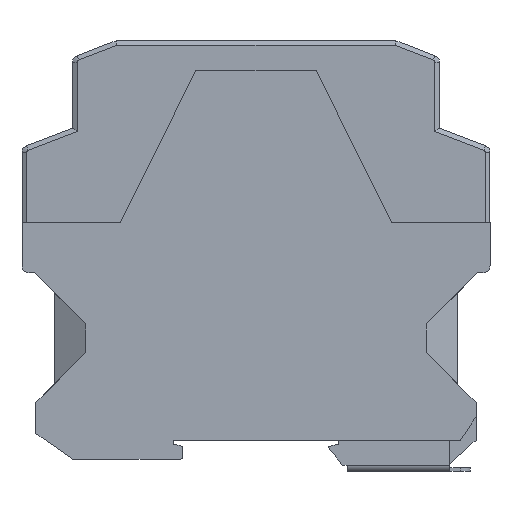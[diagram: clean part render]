
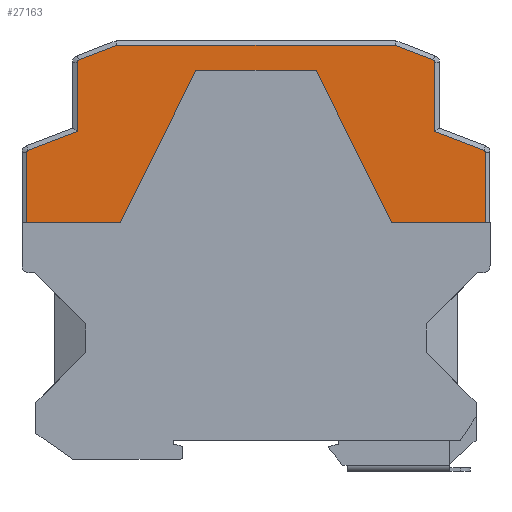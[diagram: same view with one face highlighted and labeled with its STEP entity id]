
A CAD part, left-side view. The second image highlights one B-rep face of the part: STEP entity #27163.
In plain terms, the highlighted face is planar.
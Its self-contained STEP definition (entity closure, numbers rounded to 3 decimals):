
#22023=CARTESIAN_POINT('',(-48.,91.368,3.8));
#22024=DIRECTION('',(0.,0.,-1.));
#22025=DIRECTION('',(-1.,0.,0.));
#22026=AXIS2_PLACEMENT_3D('',#22023,#22024,#22025);
#22031=DIRECTION('',(0.,1.,0.));
#22032=VECTOR('',#22031,14.868);
#22033=CARTESIAN_POINT('',(-48.5,76.5,3.8));
#22034=LINE('',#22033,#22032);
#22038=DIRECTION('',(-1.,0.,0.));
#22039=VECTOR('',#22038,19.75);
#22040=CARTESIAN_POINT('',(-28.75,76.5,
3.8));
#22041=LINE('',#22040,#22039);
#22045=DIRECTION('',(-0.446,-0.895,0.));
#22046=VECTOR('',#22045,35.978);
#22047=CARTESIAN_POINT('',(-12.7,108.7,
3.8));
#22048=LINE('',#22047,#22046);
#22052=DIRECTION('',(-1.,0.,0.));
#22053=VECTOR('',#22052,25.4);
#22054=CARTESIAN_POINT('',(12.7,108.7,3.8));
#22055=LINE('',#22054,#22053);
#22059=DIRECTION('',(-0.446,0.895,0.));
#22060=VECTOR('',#22059,35.978);
#22061=CARTESIAN_POINT('',(28.75,76.5,3.8));
#22062=LINE('',#22061,#22060);
#22066=DIRECTION('',(-1.,0.,0.));
#22067=VECTOR('',#22066,19.75);
#22068=CARTESIAN_POINT('',(48.5,76.5,3.8));
#22069=LINE('',#22068,#22067);
#22073=CARTESIAN_POINT('',(48.,91.368,3.8));
#22074=DIRECTION('',(0.,0.,-1.));
#22075=DIRECTION('',(0.358,0.934,0.));
#22076=AXIS2_PLACEMENT_3D('',#22073,#22074,#22075);
#22081=DIRECTION('',(0.934,-0.358,0.));
#22082=VECTOR('',#22081,11.115);
#22083=CARTESIAN_POINT('',(37.8,95.812,3.8));
#22084=LINE('',#22083,#22082);
#22088=DIRECTION('',(0.,-1.,0.));
#22089=VECTOR('',#22088,14.625);
#22090=CARTESIAN_POINT('',(37.8,110.438,3.8));
#22091=LINE('',#22090,#22089);
#22095=CARTESIAN_POINT('',(37.3,110.438,3.8));
#22096=DIRECTION('',(0.,0.,-1.));
#22097=DIRECTION('',(0.358,0.934,0.));
#22098=AXIS2_PLACEMENT_3D('',#22095,#22096,#22097);
#22103=DIRECTION('',(1.,0.,0.));
#22104=VECTOR('',#22103,58.829);
#22105=CARTESIAN_POINT('',(-29.415,114.,3.8));
#22106=LINE('',#22105,#22104);
#22110=DIRECTION('',(0.934,0.358,0.));
#22111=VECTOR('',#22110,8.638);
#22112=CARTESIAN_POINT('',(-37.479,110.904,3.8));
#22113=LINE('',#22112,#22111);
#22117=CARTESIAN_POINT('',(-37.3,110.438,3.8));
#22118=DIRECTION('',(0.,0.,-1.));
#22119=DIRECTION('',(-1.,0.,0.));
#22120=AXIS2_PLACEMENT_3D('',#22117,#22118,#22119);
#22125=DIRECTION('',(0.,1.,0.));
#22126=VECTOR('',#22125,14.625);
#22127=CARTESIAN_POINT('',(-37.8,95.812,3.8));
#22128=LINE('',#22127,#22126);
#22132=DIRECTION('',(0.934,0.358,0.));
#22133=VECTOR('',#22132,11.115);
#22134=CARTESIAN_POINT('',(-48.179,91.835,3.8));
#22135=LINE('',#22134,#22133);
#22267=DIRECTION('',(-0.934,0.358,0.));
#22268=VECTOR('',#22267,8.638);
#22269=CARTESIAN_POINT('',(37.479,110.904,3.8));
#22270=LINE('',#22269,#22268);
#22367=DIRECTION('',(0.,1.,0.));
#22368=VECTOR('',#22367,14.868);
#22369=CARTESIAN_POINT('',(48.5,76.5,3.8));
#22370=LINE('',#22369,#22368);
#25382=CARTESIAN_POINT('',(48.179,91.835,3.8));
#25383=CARTESIAN_POINT('',(48.5,91.368,3.8));
#25384=VERTEX_POINT('',#25382);
#25385=VERTEX_POINT('',#25383);
#25406=CARTESIAN_POINT('',(-37.8,110.438,3.8));
#25407=CARTESIAN_POINT('',(-37.479,110.904,3.8));
#25408=VERTEX_POINT('',#25406);
#25409=VERTEX_POINT('',#25407);
#25430=CARTESIAN_POINT('',(-48.5,76.5,3.8));
#25431=VERTEX_POINT('',#25430);
#25432=CARTESIAN_POINT('',(-28.75,76.5,
3.8));
#25433=VERTEX_POINT('',#25432);
#25512=CARTESIAN_POINT('',(12.7,108.7,3.8));
#25513=CARTESIAN_POINT('',(-12.7,108.7,
3.8));
#25514=VERTEX_POINT('',#25512);
#25515=VERTEX_POINT('',#25513);
#25556=CARTESIAN_POINT('',(48.5,76.5,3.8));
#25557=VERTEX_POINT('',#25556);
#25570=CARTESIAN_POINT('',(28.75,76.5,3.8));
#25571=VERTEX_POINT('',#25570);
#25826=CARTESIAN_POINT('',(-48.179,91.835,3.8));
#25827=CARTESIAN_POINT('',(-37.8,95.812,3.8));
#25828=VERTEX_POINT('',#25826);
#25829=VERTEX_POINT('',#25827);
#25834=CARTESIAN_POINT('',(37.8,95.812,3.8));
#25835=VERTEX_POINT('',#25834);
#25836=CARTESIAN_POINT('',(37.8,110.438,3.8));
#25837=VERTEX_POINT('',#25836);
#25892=CARTESIAN_POINT('',(29.415,114.,3.8));
#25893=VERTEX_POINT('',#25892);
#25894=CARTESIAN_POINT('',(-29.415,114.,3.8));
#25895=VERTEX_POINT('',#25894);
#25902=CARTESIAN_POINT('',(-48.5,91.368,3.8));
#25903=VERTEX_POINT('',#25902);
#25904=CARTESIAN_POINT('',(37.479,110.904,3.8));
#25905=VERTEX_POINT('',#25904);
#27121=CARTESIAN_POINT('',(-32.387,84.907,3.8));
#27122=DIRECTION('',(0.,0.,-1.));
#27123=DIRECTION('',(1.,0.,0.));
#27124=AXIS2_PLACEMENT_3D('',#27121,#27122,#27123);
#27125=PLANE('',#27124);
#27127=ORIENTED_EDGE('',*,*,#27126,.F.);
#27129=ORIENTED_EDGE('',*,*,#27128,.F.);
#27131=ORIENTED_EDGE('',*,*,#27130,.F.);
#27132=ORIENTED_EDGE('',*,*,#27109,.F.);
#27134=ORIENTED_EDGE('',*,*,#27133,.F.);
#27136=ORIENTED_EDGE('',*,*,#27135,.F.);
#27138=ORIENTED_EDGE('',*,*,#27137,.F.);
#27140=ORIENTED_EDGE('',*,*,#27139,.T.);
#27142=ORIENTED_EDGE('',*,*,#27141,.F.);
#27144=ORIENTED_EDGE('',*,*,#27143,.F.);
#27146=ORIENTED_EDGE('',*,*,#27145,.F.);
#27148=ORIENTED_EDGE('',*,*,#27147,.F.);
#27150=ORIENTED_EDGE('',*,*,#27149,.T.);
#27152=ORIENTED_EDGE('',*,*,#27151,.F.);
#27154=ORIENTED_EDGE('',*,*,#27153,.F.);
#27156=ORIENTED_EDGE('',*,*,#27155,.F.);
#27158=ORIENTED_EDGE('',*,*,#27157,.F.);
#27160=ORIENTED_EDGE('',*,*,#27159,.F.);
#27161=EDGE_LOOP('',(#27127,#27129,#27131,#27132,#27134,#27136,#27138,#27140,
#27142,#27144,#27146,#27148,#27150,#27152,#27154,#27156,#27158,#27160));
#27162=FACE_OUTER_BOUND('',#27161,.F.);
#27163=ADVANCED_FACE('',(#27162),#27125,.T.);
#22027=CIRCLE('',#22026,0.5);
#22077=CIRCLE('',#22076,0.5);
#22099=CIRCLE('',#22098,0.5);
#22121=CIRCLE('',#22120,0.5);
#27109=EDGE_CURVE('',#25515,#25433,#22048,.T.);
#27126=EDGE_CURVE('',#25903,#25828,#22027,.T.);
#27128=EDGE_CURVE('',#25431,#25903,#22034,.T.);
#27130=EDGE_CURVE('',#25433,#25431,#22041,.T.);
#27133=EDGE_CURVE('',#25514,#25515,#22055,.T.);
#27135=EDGE_CURVE('',#25571,#25514,#22062,.T.);
#27137=EDGE_CURVE('',#25557,#25571,#22069,.T.);
#27139=EDGE_CURVE('',#25557,#25385,#22370,.T.);
#27141=EDGE_CURVE('',#25384,#25385,#22077,.T.);
#27143=EDGE_CURVE('',#25835,#25384,#22084,.T.);
#27145=EDGE_CURVE('',#25837,#25835,#22091,.T.);
#27147=EDGE_CURVE('',#25905,#25837,#22099,.T.);
#27149=EDGE_CURVE('',#25905,#25893,#22270,.T.);
#27151=EDGE_CURVE('',#25895,#25893,#22106,.T.);
#27153=EDGE_CURVE('',#25409,#25895,#22113,.T.);
#27155=EDGE_CURVE('',#25408,#25409,#22121,.T.);
#27157=EDGE_CURVE('',#25829,#25408,#22128,.T.);
#27159=EDGE_CURVE('',#25828,#25829,#22135,.T.);
